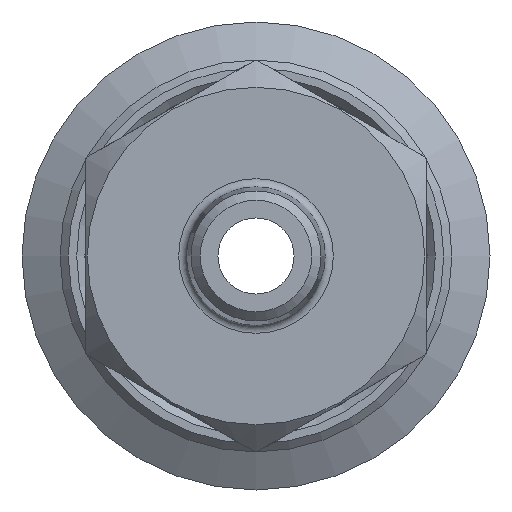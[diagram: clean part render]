
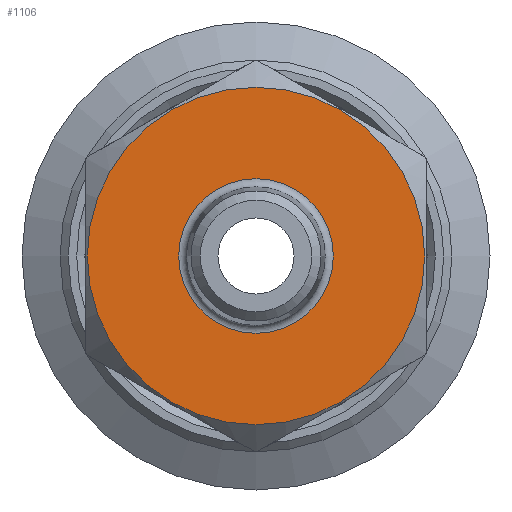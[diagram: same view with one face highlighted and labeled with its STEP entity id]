
A CAD part, left-side view. The second image highlights one B-rep face of the part: STEP entity #1106.
In plain terms, the highlighted planar face has unit normal (-1, 0, 0).
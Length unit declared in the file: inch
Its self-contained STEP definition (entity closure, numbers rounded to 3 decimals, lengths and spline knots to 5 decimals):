
#86=PLANE($,#1229);
#188=FACE_BOUND($,#400,.T.);
#277=FACE_OUTER_BOUND($,#399,.T.);
#399=EDGE_LOOP($,(#921));
#400=EDGE_LOOP($,(#922));
#531=CIRCLE($,#1228,0.28416);
#532=CIRCLE($,#1230,0.62);
#638=VERTEX_POINT($,#2835);
#639=VERTEX_POINT($,#2838);
#755=EDGE_CURVE($,#638,#638,#531,.T.);
#756=EDGE_CURVE($,#639,#639,#532,.T.);
#921=ORIENTED_EDGE($,*,*,#756,.F.);
#922=ORIENTED_EDGE($,*,*,#755,.T.);
#1106=ADVANCED_FACE($,(#277,#188),#86,.T.);
#1228=AXIS2_PLACEMENT_3D($,#2836,#1470,#1471);
#1229=AXIS2_PLACEMENT_3D($,#2837,#1472,#1473);
#1230=AXIS2_PLACEMENT_3D($,#2839,#1474,#1475);
#1470=DIRECTION('center_axis',(1.,0.,0.));
#1471=DIRECTION('ref_axis',(0.,1.,0.));
#1472=DIRECTION('center_axis',(-1.,0.,0.));
#1473=DIRECTION('ref_axis',(0.,0.,1.));
#1474=DIRECTION('center_axis',(1.,0.,0.));
#1475=DIRECTION('ref_axis',(0.,1.,0.));
#2835=CARTESIAN_POINT('',(0.56,0.28416,0.));
#2836=CARTESIAN_POINT('Origin',(0.56,0.,0.));
#2837=CARTESIAN_POINT('Origin',(0.56,0.45208,0.));
#2838=CARTESIAN_POINT('',(0.56,0.62,0.));
#2839=CARTESIAN_POINT('Origin',(0.56,0.,0.));
